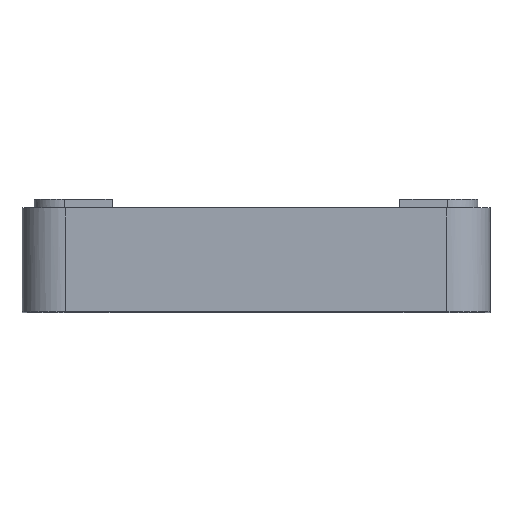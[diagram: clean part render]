
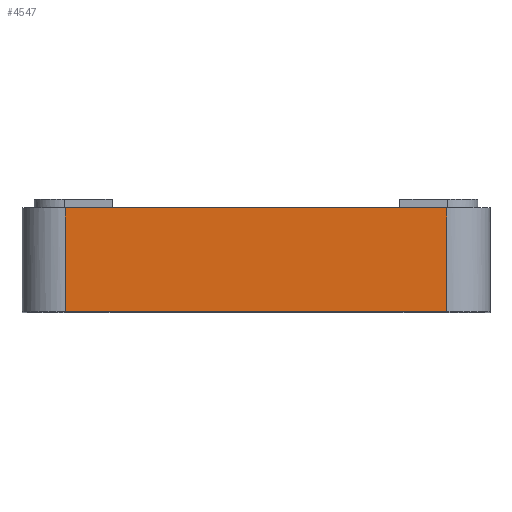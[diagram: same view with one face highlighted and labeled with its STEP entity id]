
A CAD part, top view. The second image highlights one B-rep face of the part: STEP entity #4547.
In plain terms, the highlighted planar face has unit normal (0, 0, 1).
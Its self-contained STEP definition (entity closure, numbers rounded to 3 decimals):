
#130=PLANE('',#4728);
#313=FACE_OUTER_BOUND('',#566,.T.);
#566=EDGE_LOOP('',(#3889,#3890,#3891,#3892));
#751=LINE('',#6249,#1161);
#819=LINE('',#6869,#1229);
#980=LINE('',#9173,#1390);
#981=LINE('',#9175,#1391);
#1161=VECTOR('',#4875,10.);
#1229=VECTOR('',#4987,10.);
#1390=VECTOR('',#5272,10.);
#1391=VECTOR('',#5275,10.);
#1839=VERTEX_POINT('',#6055);
#1845=VERTEX_POINT('',#6202);
#1904=VERTEX_POINT('',#6821);
#1905=VERTEX_POINT('',#6868);
#2322=EDGE_CURVE('',#1839,#1845,#751,.T.);
#2412=EDGE_CURVE('',#1905,#1904,#819,.T.);
#2746=EDGE_CURVE('',#1905,#1845,#980,.F.);
#2747=EDGE_CURVE('',#1839,#1904,#981,.T.);
#3889=ORIENTED_EDGE('',*,*,#2322,.T.);
#3890=ORIENTED_EDGE('',*,*,#2746,.F.);
#3891=ORIENTED_EDGE('',*,*,#2412,.T.);
#3892=ORIENTED_EDGE('',*,*,#2747,.F.);
#4547=ADVANCED_FACE('',(#313),#130,.T.);
#4728=AXIS2_PLACEMENT_3D('',#9174,#5273,#5274);
#4875=DIRECTION('',(1.,0.,0.));
#4987=DIRECTION('',(-1.,0.,0.));
#5272=DIRECTION('',(0.,1.,0.));
#5273=DIRECTION('center_axis',(0.,0.,1.));
#5274=DIRECTION('ref_axis',(1.,0.,0.));
#5275=DIRECTION('',(0.,1.,0.));
#6055=CARTESIAN_POINT('',(5.005,0.005,0.));
#6202=CARTESIAN_POINT('',(49.005,0.005,0.));
#6249=CARTESIAN_POINT('',(80.598,0.005,0.));
#6821=CARTESIAN_POINT('',(5.005,12.005,0.));
#6868=CARTESIAN_POINT('',(49.005,12.005,0.));
#6869=CARTESIAN_POINT('',(49.005,12.005,0.));
#9173=CARTESIAN_POINT('',(49.005,-0.445,0.));
#9174=CARTESIAN_POINT('Origin',(54.005,7.855,0.));
#9175=CARTESIAN_POINT('',(5.005,3.705,0.));
